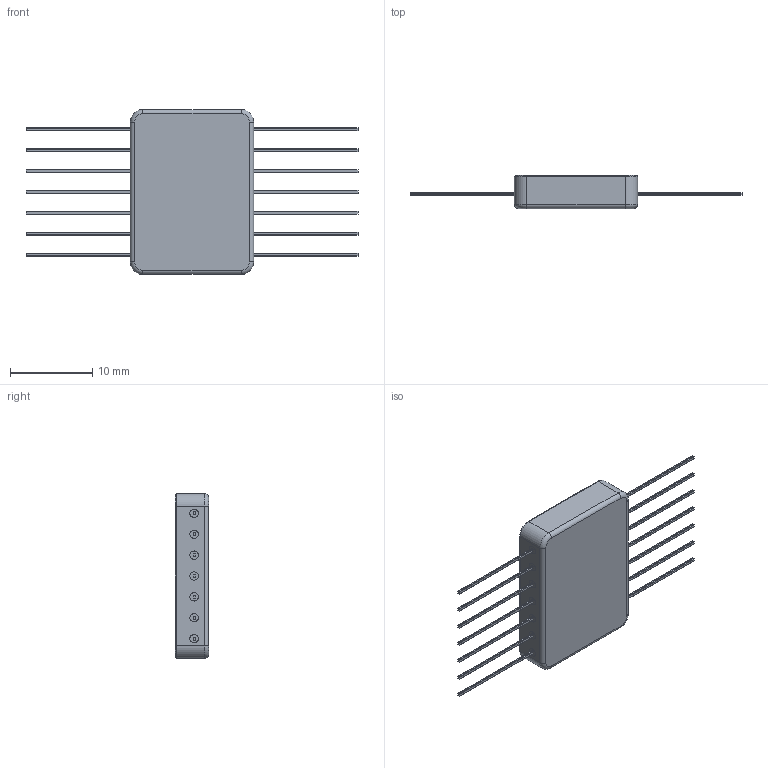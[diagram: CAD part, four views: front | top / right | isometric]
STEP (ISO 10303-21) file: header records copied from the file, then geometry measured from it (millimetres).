
FILE_DESCRIPTION (( 'STEP AP214' ), '1' );
FILE_NAME ('QT126.STEP', '2023-08-09T22:50:29', ( '' ), ( '' ), 'SwSTEP 2.0', 'SolidWorks 2022', '' );
FILE_SCHEMA (( 'AUTOMOTIVE_DESIGN' ));
Length unit declared in the file: inch
Products named in the file (1): QT126
Bounding box: 40.39 x 4.06 x 20.07 mm (x, y, z)
Volume: 481.5 mm3; surface area: 2000.3 mm2
Topology: 23 solids, 23 shells, 521 faces, 1321 edges, 878 vertices
Faces by surface type: plane 285, cylinder 188, bspline 44, torus 4
Entity records: 25506 total; most frequent: CARTESIAN_POINT 5685, ORIENTED_EDGE 2642, DIRECTION 2569, EDGE_CURVE 1321, VERTEX_POINT 878, AXIS2_PLACEMENT_3D 858, VECTOR 853, LINE 853
